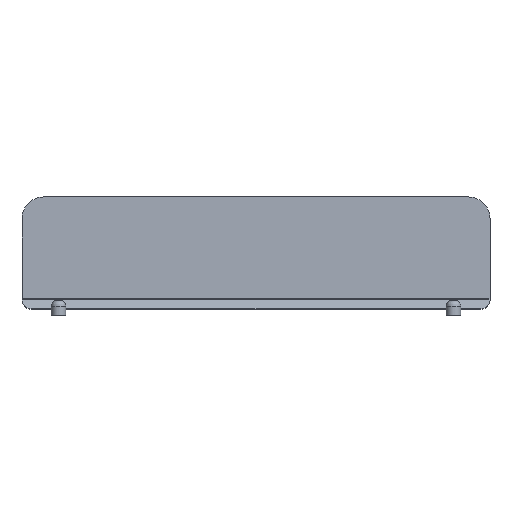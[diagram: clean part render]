
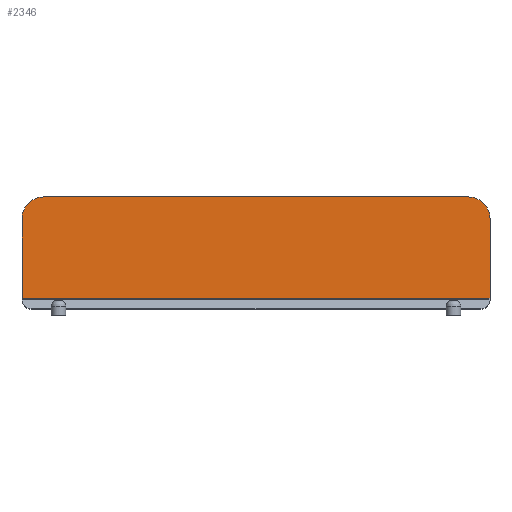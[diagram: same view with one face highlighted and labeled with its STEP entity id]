
A CAD part, front view. The second image highlights one B-rep face of the part: STEP entity #2346.
In plain terms, the highlighted face is planar.
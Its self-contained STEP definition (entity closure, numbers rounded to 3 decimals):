
#235=PLANE('',#2659);
#336=FACE_OUTER_BOUND('',#481,.T.);
#481=EDGE_LOOP('',(#1901,#1902,#1903,#1904,#1905,#1906));
#645=LINE('',#3878,#822);
#648=LINE('',#3884,#825);
#653=LINE('',#3900,#830);
#655=LINE('',#3906,#832);
#822=VECTOR('',#3143,10.);
#825=VECTOR('',#3148,10.);
#830=VECTOR('',#3165,10.);
#832=VECTOR('',#3173,10.);
#962=CIRCLE('',#2654,30.);
#963=CIRCLE('',#2657,30.);
#1113=VERTEX_POINT('',#3869);
#1114=VERTEX_POINT('',#3873);
#1116=VERTEX_POINT('',#3882);
#1120=VERTEX_POINT('',#3894);
#1121=VERTEX_POINT('',#3898);
#1122=VERTEX_POINT('',#3902);
#1386=EDGE_CURVE('',#1113,#1114,#645,.T.);
#1389=EDGE_CURVE('',#1116,#1114,#648,.T.);
#1395=EDGE_CURVE('',#1120,#1116,#962,.T.);
#1397=EDGE_CURVE('',#1121,#1120,#653,.T.);
#1399=EDGE_CURVE('',#1122,#1121,#963,.T.);
#1400=EDGE_CURVE('',#1113,#1122,#655,.T.);
#1901=ORIENTED_EDGE('',*,*,#1386,.T.);
#1902=ORIENTED_EDGE('',*,*,#1389,.F.);
#1903=ORIENTED_EDGE('',*,*,#1395,.F.);
#1904=ORIENTED_EDGE('',*,*,#1397,.F.);
#1905=ORIENTED_EDGE('',*,*,#1399,.F.);
#1906=ORIENTED_EDGE('',*,*,#1400,.F.);
#2346=ADVANCED_FACE('',(#336),#235,.F.);
#2654=AXIS2_PLACEMENT_3D('',#3896,#3160,#3161);
#2657=AXIS2_PLACEMENT_3D('',#3904,#3169,#3170);
#2659=AXIS2_PLACEMENT_3D('',#3907,#3174,#3175);
#3143=DIRECTION('',(0.,0.,-1.));
#3148=DIRECTION('',(-1.,0.,0.));
#3160=DIRECTION('center_axis',(0.,1.,0.));
#3161=DIRECTION('ref_axis',(1.,0.,0.));
#3165=DIRECTION('',(0.,0.,-1.));
#3169=DIRECTION('center_axis',(0.,1.,0.));
#3170=DIRECTION('ref_axis',(0.,0.,1.));
#3173=DIRECTION('',(1.,0.,0.));
#3174=DIRECTION('center_axis',(0.,1.,0.));
#3175=DIRECTION('ref_axis',(0.,0.,1.));
#3869=CARTESIAN_POINT('',(-138.983,0.,0.));
#3873=CARTESIAN_POINT('',(-138.983,0.,-640.));
#3878=CARTESIAN_POINT('',(-138.983,0.,-480.));
#3882=CARTESIAN_POINT('',(-30.,0.,-640.));
#3884=CARTESIAN_POINT('',(-30.,0.,-640.));
#3894=CARTESIAN_POINT('',(0.,0.,-610.));
#3896=CARTESIAN_POINT('Origin',(-30.,0.,-610.));
#3898=CARTESIAN_POINT('',(0.,0.,-30.));
#3900=CARTESIAN_POINT('',(0.,0.,-30.));
#3902=CARTESIAN_POINT('',(-30.,0.,0.));
#3904=CARTESIAN_POINT('Origin',(-30.,0.,-30.));
#3906=CARTESIAN_POINT('',(-140.,0.,0.));
#3907=CARTESIAN_POINT('Origin',(-71.283,0.,-320.));
